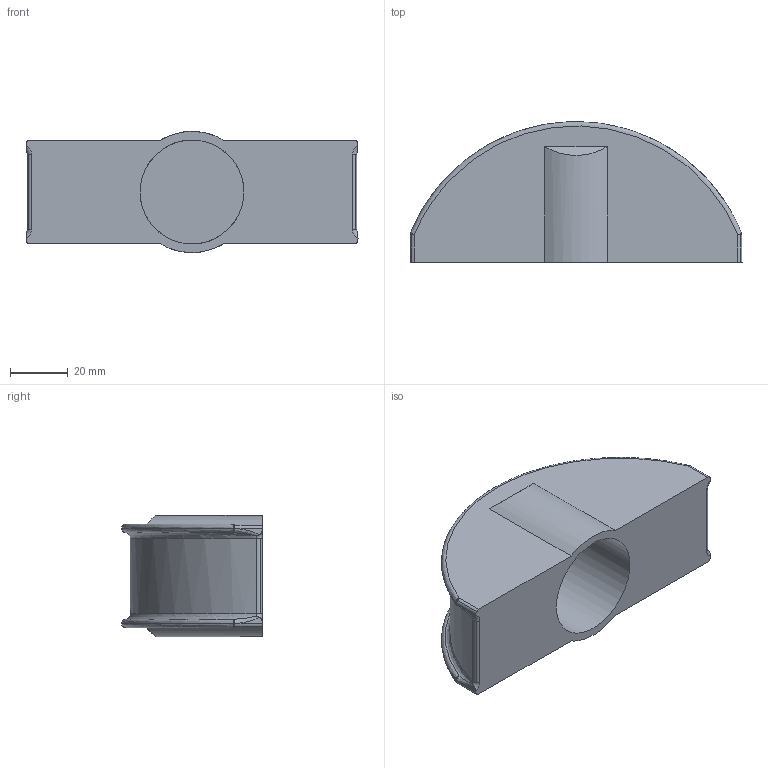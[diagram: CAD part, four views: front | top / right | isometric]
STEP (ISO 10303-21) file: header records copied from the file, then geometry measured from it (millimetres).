
FILE_DESCRIPTION(/* description */ (''),/* implementation_level */ '2;1');
FILE_NAME(/* name */ 'headphone monitor mount stand',/* time_stamp */ '2023-01-27T16:04:56+01:00',/* author */ (''),/* organization */ (''),/* preprocessor_version */ 'ST-DEVELOPER v16.5',/* originating_system */ 'Rhino 7.26',/* authorisation */ '');
FILE_SCHEMA (('AUTOMOTIVE_DESIGN_CC2'));
Length unit declared in the file: millimetre
Products named in the file (1): Document
Bounding box: 115 x 48.7 x 41.97 mm (x, y, z)
Volume: 106191.9 mm3; surface area: 23532.9 mm2
Topology: 1 solids, 1 shells, 59 faces, 148 edges, 88 vertices
Faces by surface type: cylinder 27, bspline 22, plane 10
Entity records: 10487 total; most frequent: CARTESIAN_POINT 9546, ORIENTED_EDGE 296, EDGE_CURVE 148, VERTEX_POINT 88, B_SPLINE_CURVE_WITH_KNOTS 78, EDGE_LOOP 60, ADVANCED_FACE 59, FACE_OUTER_BOUND 59
